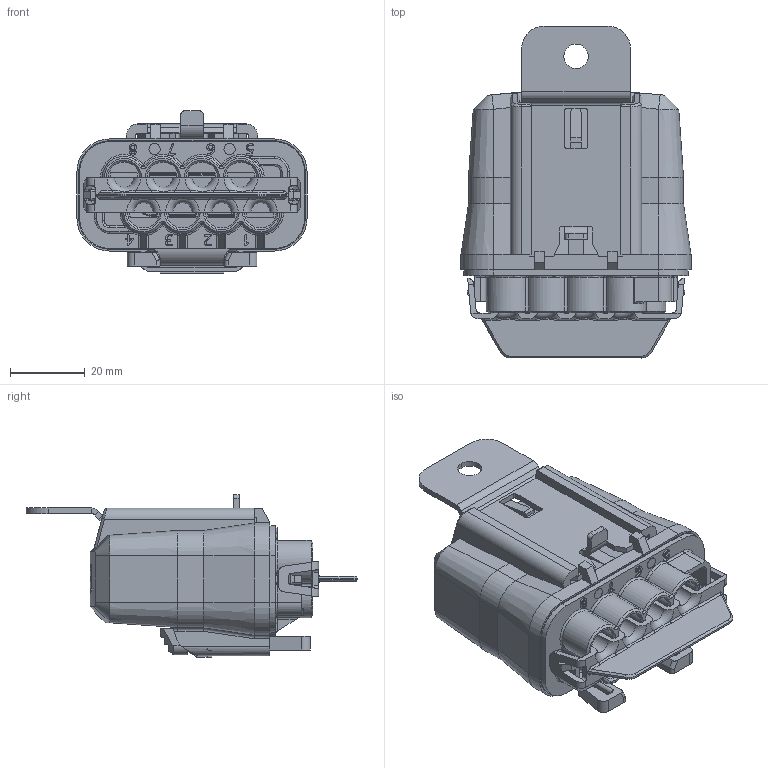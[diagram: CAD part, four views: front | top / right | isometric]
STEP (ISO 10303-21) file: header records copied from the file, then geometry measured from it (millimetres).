
FILE_DESCRIPTION((''),'2;1');
FILE_NAME('FRH-4-WAY-ATC_SERIES_NCF_ASM','2024-04-24T16:02:10',('20077268'),(''),'CREO PARAMETRIC BY PTC INC, 2017110','CREO PARAMETRIC BY PTC INC, 2017110','');
FILE_SCHEMA(('CONFIG_CONTROL_DESIGN'));
Products named in the file (13): PC26-2007A-B001_NCF_SALES; C14-1011_INSTALLED; PC42-2013A-A001_NCF_SALES_ASM; SC42-2013A-A001_NCF_ASM; C27-1014_NCF; FRH-A12-C_NCF_ASM; C19-1002-AX_NCF; FRH-A12-MB-A1_ASM; PC38-2008A-B003_NCF; SC38-2008A-B003_NCF_ASM; C38-1027_NCF; FRH-A-CPA_NCF_ASM; FRH-4-WAY-ATC_SERIES_NCF_ASM
Assembly tree (12 placements, depth 4):
  FRH-4-WAY-ATC_SERIES_NCF_ASM
    SC42-2013A-A001_NCF_ASM
      PC42-2013A-A001_NCF_SALES_ASM
        PC26-2007A-B001_NCF_SALES
        C14-1011_INSTALLED
    FRH-A12-C_NCF_ASM
      C27-1014_NCF
    FRH-A12-MB-A1_ASM
      C19-1002-AX_NCF
    SC38-2008A-B003_NCF_ASM
      PC38-2008A-B003_NCF
    FRH-A-CPA_NCF_ASM
      C38-1027_NCF
Bounding box: 61.4 x 88.56 x 43.29 mm (x, y, z)
Volume: 47966.4 mm3; surface area: 56864.4 mm2
Topology: 6 solids, 6 shells, 3667 faces, 9140 edges, 5547 vertices
Faces by surface type: plane 1376, cylinder 1003, extrusion 418, torus 355, cone 214, bspline 203, sphere 98
Entity records: 119813 total; most frequent: CARTESIAN_POINT 34707, ORIENTED_EDGE 18280, DIRECTION 16675, EDGE_CURVE 9140, AXIS2_PLACEMENT_3D 5669, VERTEX_POINT 5547, VECTOR 5337, LINE 4919
